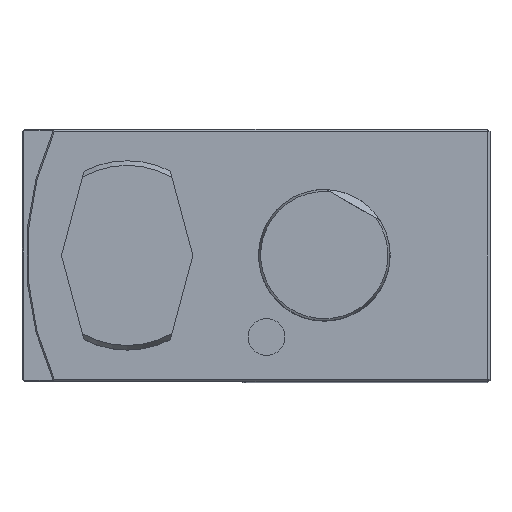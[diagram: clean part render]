
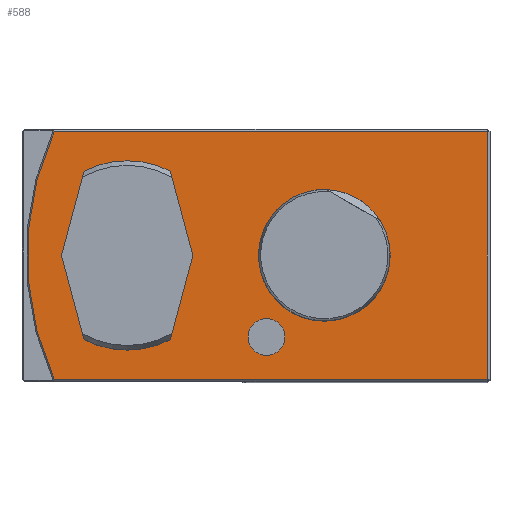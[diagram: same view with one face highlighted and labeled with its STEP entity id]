
A CAD part, top view. The second image highlights one B-rep face of the part: STEP entity #588.
In plain terms, the highlighted planar face has unit normal (0, 0, 1).
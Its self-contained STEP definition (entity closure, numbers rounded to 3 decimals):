
#190=LINE('',#3442,#372);
#191=LINE('',#3444,#373);
#192=LINE('',#3458,#374);
#193=LINE('',#3468,#375);
#194=LINE('',#3471,#376);
#195=LINE('',#3475,#377);
#196=LINE('',#3477,#378);
#372=VECTOR('',#2575,1.);
#373=VECTOR('',#2578,1.);
#374=VECTOR('',#2585,1.);
#375=VECTOR('',#2598,1.);
#376=VECTOR('',#2599,1.);
#377=VECTOR('',#2602,1.);
#378=VECTOR('',#2603,1.);
#478=FACE_BOUND('',#930,.T.);
#479=FACE_BOUND('',#931,.T.);
#480=FACE_BOUND('',#932,.T.);
#481=FACE_BOUND('',#933,.T.);
#588=ADVANCED_FACE('',(#478,#479,#480,#481),#710,.T.);
#710=PLANE('',#2226);
#930=EDGE_LOOP('',(#1253));
#931=EDGE_LOOP('',(#1254,#1255,#1256,#1257));
#932=EDGE_LOOP('',(#1258,#1259,#1260,#1261,#1262,#1263));
#933=EDGE_LOOP('',(#1264));
#1253=ORIENTED_EDGE('',*,*,#1922,.T.);
#1254=ORIENTED_EDGE('',*,*,#1920,.T.);
#1255=ORIENTED_EDGE('',*,*,#1919,.T.);
#1256=ORIENTED_EDGE('',*,*,#1916,.T.);
#1257=ORIENTED_EDGE('',*,*,#1915,.T.);
#1258=ORIENTED_EDGE('',*,*,#1924,.F.);
#1259=ORIENTED_EDGE('',*,*,#1925,.F.);
#1260=ORIENTED_EDGE('',*,*,#1926,.F.);
#1261=ORIENTED_EDGE('',*,*,#1927,.F.);
#1262=ORIENTED_EDGE('',*,*,#1928,.F.);
#1263=ORIENTED_EDGE('',*,*,#1929,.F.);
#1264=ORIENTED_EDGE('',*,*,#1930,.T.);
#1659=VERTEX_POINT('',#3357);
#1678=VERTEX_POINT('',#3433);
#1681=VERTEX_POINT('',#3445);
#1682=VERTEX_POINT('',#3455);
#1684=VERTEX_POINT('',#3463);
#1686=VERTEX_POINT('',#3469);
#1687=VERTEX_POINT('',#3470);
#1688=VERTEX_POINT('',#3472);
#1689=VERTEX_POINT('',#3474);
#1690=VERTEX_POINT('',#3476);
#1691=VERTEX_POINT('',#3478);
#1692=VERTEX_POINT('',#3481);
#1915=EDGE_CURVE('',#1659,#1678,#190,.T.);
#1916=EDGE_CURVE('',#1681,#1659,#191,.T.);
#1919=EDGE_CURVE('',#1682,#1681,#2098,.T.);
#1920=EDGE_CURVE('',#1678,#1682,#192,.T.);
#1922=EDGE_CURVE('',#1684,#1684,#2100,.T.);
#1924=EDGE_CURVE('',#1686,#1687,#193,.T.);
#1925=EDGE_CURVE('',#1688,#1686,#194,.T.);
#1926=EDGE_CURVE('',#1689,#1688,#2102,.T.);
#1927=EDGE_CURVE('',#1690,#1689,#195,.T.);
#1928=EDGE_CURVE('',#1691,#1690,#196,.T.);
#1929=EDGE_CURVE('',#1687,#1691,#2103,.T.);
#1930=EDGE_CURVE('',#1692,#1692,#2104,.T.);
#2098=CIRCLE('',#2215,113.);
#2100=CIRCLE('',#2219,25.);
#2102=CIRCLE('',#2223,36.);
#2103=CIRCLE('',#2224,36.);
#2104=CIRCLE('',#2225,7.);
#2215=AXIS2_PLACEMENT_3D('',#3456,#2581,#2582);
#2219=AXIS2_PLACEMENT_3D('',#3462,#2590,#2591);
#2223=AXIS2_PLACEMENT_3D('',#3473,#2600,#2601);
#2224=AXIS2_PLACEMENT_3D('',#3479,#2604,#2605);
#2225=AXIS2_PLACEMENT_3D('',#3480,#2606,#2607);
#2226=AXIS2_PLACEMENT_3D('',#3482,#2608,#2609);
#2575=DIRECTION('',(0.,1.,0.));
#2578=DIRECTION('',(1.,0.,0.));
#2581=DIRECTION('',(0.,0.,1.));
#2582=DIRECTION('',(0.,-1.,0.));
#2585=DIRECTION('',(-1.,0.,0.));
#2590=DIRECTION('',(0.,0.,-1.));
#2591=DIRECTION('',(0.,-1.,0.));
#2598=DIRECTION('',(0.259,-0.966,0.));
#2599=DIRECTION('',(-0.259,-0.966,0.));
#2600=DIRECTION('',(0.,0.,1.));
#2601=DIRECTION('',(-1.,0.,0.));
#2602=DIRECTION('',(-0.259,0.966,0.));
#2603=DIRECTION('',(0.259,0.966,0.));
#2604=DIRECTION('',(0.,0.,1.));
#2605=DIRECTION('',(-1.,0.,0.));
#2606=DIRECTION('',(0.,0.,-1.));
#2607=DIRECTION('',(1.,0.,0.));
#2608=DIRECTION('',(0.,0.,1.));
#2609=DIRECTION('',(1.,0.,0.));
#3357=CARTESIAN_POINT('',(62.,-47.,0.));
#3433=CARTESIAN_POINT('',(62.,47.,0.));
#3442=CARTESIAN_POINT('',(62.,48.,0.));
#3444=CARTESIAN_POINT('',(63.,-47.,0.));
#3445=CARTESIAN_POINT('',(-102.762,-47.,0.));
#3455=CARTESIAN_POINT('',(-102.762,47.,0.));
#3456=CARTESIAN_POINT('',(0.,0.,0.));
#3458=CARTESIAN_POINT('',(-115.,47.,0.));
#3462=CARTESIAN_POINT('',(0.,0.,0.));
#3463=CARTESIAN_POINT('',(0.,-25.,0.));
#3468=CARTESIAN_POINT('',(-95.914,-15.25,0.));
#3469=CARTESIAN_POINT('',(-100.,0.,0.));
#3470=CARTESIAN_POINT('',(-91.415,-32.04,0.));
#3471=CARTESIAN_POINT('',(-95.914,15.25,0.));
#3472=CARTESIAN_POINT('',(-91.415,32.04,0.));
#3473=CARTESIAN_POINT('',(-75.,0.,0.));
#3474=CARTESIAN_POINT('',(-58.585,32.04,0.));
#3475=CARTESIAN_POINT('',(-49.263,-2.75,0.));
#3476=CARTESIAN_POINT('',(-50.,0.,0.));
#3477=CARTESIAN_POINT('',(-49.263,2.75,0.));
#3478=CARTESIAN_POINT('',(-58.585,-32.04,0.));
#3479=CARTESIAN_POINT('',(-75.,0.,0.));
#3480=CARTESIAN_POINT('',(-22.,-31.,0.));
#3481=CARTESIAN_POINT('',(-15.,-31.,0.));
#3482=CARTESIAN_POINT('',(-115.,48.,0.));
